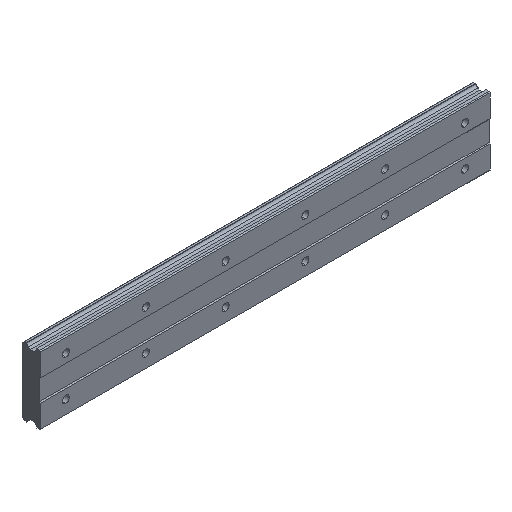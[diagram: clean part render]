
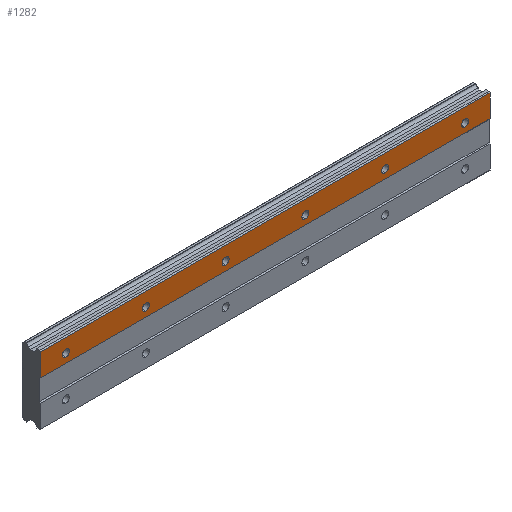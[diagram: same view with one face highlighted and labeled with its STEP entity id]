
A CAD part, isometric view. The second image highlights one B-rep face of the part: STEP entity #1282.
In plain terms, the highlighted planar face has unit normal (0, -1, 0).
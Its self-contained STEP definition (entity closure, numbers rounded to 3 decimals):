
#3 = LINE ( 'NONE', #430, #1093 ) ;
#15 = EDGE_CURVE ( 'NONE', #652, #2734, #2564, .T. ) ;
#81 = CARTESIAN_POINT ( 'NONE',  ( 160., 0., 23.5 ) ) ;
#89 = CARTESIAN_POINT ( 'NONE',  ( 400., 0., 16.5 ) ) ;
#92 = DIRECTION ( 'NONE',  ( 0., 0., 1. ) ) ;
#107 = EDGE_CURVE ( 'NONE', #2019, #648, #854, .T. ) ;
#129 = DIRECTION ( 'NONE',  ( 0., -1., 0. ) ) ;
#150 = DIRECTION ( 'NONE',  ( 0., 0., 1. ) ) ;
#201 = CARTESIAN_POINT ( 'NONE',  ( 0., 0., 20. ) ) ;
#202 = CARTESIAN_POINT ( 'NONE',  ( 80., 0., 23.5 ) ) ;
#268 = CARTESIAN_POINT ( 'NONE',  ( 160., 0., 20. ) ) ;
#301 = LINE ( 'NONE', #1891, #2811 ) ;
#309 = EDGE_LOOP ( 'NONE', ( #2855, #385 ) ) ;
#337 = EDGE_CURVE ( 'NONE', #648, #2019, #945, .T. ) ;
#344 = CARTESIAN_POINT ( 'NONE',  ( 320., 0., 20. ) ) ;
#385 = ORIENTED_EDGE ( 'NONE', *, *, #440, .F. ) ;
#392 = LINE ( 'NONE', #552, #482 ) ;
#402 = ORIENTED_EDGE ( 'NONE', *, *, #1890, .F. ) ;
#412 = FACE_BOUND ( 'NONE', #917, .T. ) ;
#417 = EDGE_CURVE ( 'NONE', #2543, #509, #2845, .T. ) ;
#420 = AXIS2_PLACEMENT_3D ( 'NONE', #201, #1349, #2036 ) ;
#430 = CARTESIAN_POINT ( 'NONE',  ( -25., 0., 34.482 ) ) ;
#440 = EDGE_CURVE ( 'NONE', #2628, #1375, #756, .T. ) ;
#482 = VECTOR ( 'NONE', #2595, 1000. ) ;
#488 = DIRECTION ( 'NONE',  ( 0., 0., 1. ) ) ;
#508 = DIRECTION ( 'NONE',  ( -1., 0., 0. ) ) ;
#509 = VERTEX_POINT ( 'NONE', #2935 ) ;
#535 = ORIENTED_EDGE ( 'NONE', *, *, #1125, .F. ) ;
#550 = DIRECTION ( 'NONE',  ( 0., 0., 1. ) ) ;
#552 = CARTESIAN_POINT ( 'NONE',  ( 425., 0., 33.5 ) ) ;
#582 = DIRECTION ( 'NONE',  ( 0., -1., 0. ) ) ;
#586 = DIRECTION ( 'NONE',  ( 0., -1., 0. ) ) ;
#589 = DIRECTION ( 'NONE',  ( 0., -1., 0. ) ) ;
#596 = ORIENTED_EDGE ( 'NONE', *, *, #2641, .F. ) ;
#598 = ORIENTED_EDGE ( 'NONE', *, *, #337, .F. ) ;
#611 = CARTESIAN_POINT ( 'NONE',  ( -25., 0., 11. ) ) ;
#648 = VERTEX_POINT ( 'NONE', #1426 ) ;
#651 = DIRECTION ( 'NONE',  ( 0., 0., -1. ) ) ;
#652 = VERTEX_POINT ( 'NONE', #967 ) ;
#679 = DIRECTION ( 'NONE',  ( 0., -1., 0. ) ) ;
#691 = ORIENTED_EDGE ( 'NONE', *, *, #417, .F. ) ;
#711 = EDGE_CURVE ( 'NONE', #509, #2543, #2658, .T. ) ;
#723 = CARTESIAN_POINT ( 'NONE',  ( 320., 0., 23.5 ) ) ;
#756 = CIRCLE ( 'NONE', #1285, 3.5 ) ;
#764 = AXIS2_PLACEMENT_3D ( 'NONE', #881, #1350, #2715 ) ;
#792 = VERTEX_POINT ( 'NONE', #2153 ) ;
#802 = DIRECTION ( 'NONE',  ( 0., 0., 1. ) ) ;
#806 = AXIS2_PLACEMENT_3D ( 'NONE', #1456, #589, #92 ) ;
#816 = CARTESIAN_POINT ( 'NONE',  ( 400., 0., 20. ) ) ;
#854 = CIRCLE ( 'NONE', #420, 3.5 ) ;
#881 = CARTESIAN_POINT ( 'NONE',  ( 425., 0., 33.5 ) ) ;
#917 = EDGE_LOOP ( 'NONE', ( #596, #1904 ) ) ;
#921 = CARTESIAN_POINT ( 'NONE',  ( 400., 0., 20. ) ) ;
#932 = CARTESIAN_POINT ( 'NONE',  ( 425., 0., 11. ) ) ;
#945 = CIRCLE ( 'NONE', #806, 3.5 ) ;
#946 = CARTESIAN_POINT ( 'NONE',  ( 400., 0., 23.5 ) ) ;
#967 = CARTESIAN_POINT ( 'NONE',  ( 160., 0., 16.5 ) ) ;
#1033 = DIRECTION ( 'NONE',  ( 0., -1., 0. ) ) ;
#1041 = CARTESIAN_POINT ( 'NONE',  ( 80., 0., 16.5 ) ) ;
#1060 = EDGE_CURVE ( 'NONE', #1708, #1829, #2327, .T. ) ;
#1064 = VERTEX_POINT ( 'NONE', #723 ) ;
#1071 = VERTEX_POINT ( 'NONE', #1834 ) ;
#1093 = VECTOR ( 'NONE', #651, 1000. ) ;
#1102 = ORIENTED_EDGE ( 'NONE', *, *, #711, .F. ) ;
#1125 = EDGE_CURVE ( 'NONE', #2252, #2273, #1632, .T. ) ;
#1130 = VERTEX_POINT ( 'NONE', #2048 ) ;
#1133 = PLANE ( 'NONE',  #764 ) ;
#1145 = AXIS2_PLACEMENT_3D ( 'NONE', #344, #2213, #2841 ) ;
#1167 = EDGE_LOOP ( 'NONE', ( #691, #1102 ) ) ;
#1183 = DIRECTION ( 'NONE',  ( 0., 0., 1. ) ) ;
#1189 = AXIS2_PLACEMENT_3D ( 'NONE', #921, #679, #2748 ) ;
#1201 = AXIS2_PLACEMENT_3D ( 'NONE', #268, #1911, #1183 ) ;
#1235 = AXIS2_PLACEMENT_3D ( 'NONE', #2384, #582, #550 ) ;
#1269 = EDGE_CURVE ( 'NONE', #1071, #1064, #1898, .T. ) ;
#1282 = ADVANCED_FACE ( 'NONE', ( #1816, #1781, #1548, #412, #2924, #2696, #1797 ), #1133, .F. ) ;
#1285 = AXIS2_PLACEMENT_3D ( 'NONE', #2378, #1033, #1680 ) ;
#1349 = DIRECTION ( 'NONE',  ( 0., -1., 0. ) ) ;
#1350 = DIRECTION ( 'NONE',  ( 0., 1., 0. ) ) ;
#1358 = EDGE_CURVE ( 'NONE', #792, #2273, #3, .T. ) ;
#1375 = VERTEX_POINT ( 'NONE', #202 ) ;
#1424 = AXIS2_PLACEMENT_3D ( 'NONE', #2079, #2751, #488 ) ;
#1426 = CARTESIAN_POINT ( 'NONE',  ( 0., 0., 23.5 ) ) ;
#1456 = CARTESIAN_POINT ( 'NONE',  ( 0., 0., 20. ) ) ;
#1495 = EDGE_LOOP ( 'NONE', ( #598, #2299 ) ) ;
#1548 = FACE_BOUND ( 'NONE', #2815, .T. ) ;
#1572 = ORIENTED_EDGE ( 'NONE', *, *, #2200, .F. ) ;
#1618 = VECTOR ( 'NONE', #508, 1000. ) ;
#1632 = LINE ( 'NONE', #932, #1618 ) ;
#1680 = DIRECTION ( 'NONE',  ( 0., 0., 1. ) ) ;
#1684 = DIRECTION ( 'NONE',  ( 0., -1., 0. ) ) ;
#1708 = VERTEX_POINT ( 'NONE', #946 ) ;
#1781 = FACE_BOUND ( 'NONE', #1495, .T. ) ;
#1797 = FACE_BOUND ( 'NONE', #309, .T. ) ;
#1810 = AXIS2_PLACEMENT_3D ( 'NONE', #816, #586, #150 ) ;
#1816 = FACE_OUTER_BOUND ( 'NONE', #2056, .T. ) ;
#1829 = VERTEX_POINT ( 'NONE', #89 ) ;
#1834 = CARTESIAN_POINT ( 'NONE',  ( 320., 0., 16.5 ) ) ;
#1861 = EDGE_LOOP ( 'NONE', ( #1572, #2391 ) ) ;
#1890 = EDGE_CURVE ( 'NONE', #1829, #1708, #2573, .T. ) ;
#1891 = CARTESIAN_POINT ( 'NONE',  ( 425., 0., 34.482 ) ) ;
#1898 = CIRCLE ( 'NONE', #1145, 3.5 ) ;
#1904 = ORIENTED_EDGE ( 'NONE', *, *, #1269, .F. ) ;
#1911 = DIRECTION ( 'NONE',  ( 0., -1., 0. ) ) ;
#1981 = CARTESIAN_POINT ( 'NONE',  ( 425., 0., 11. ) ) ;
#2019 = VERTEX_POINT ( 'NONE', #2236 ) ;
#2036 = DIRECTION ( 'NONE',  ( 0., 0., 1. ) ) ;
#2048 = CARTESIAN_POINT ( 'NONE',  ( 425., 0., 33.5 ) ) ;
#2056 = EDGE_LOOP ( 'NONE', ( #535, #2900, #2359, #2942 ) ) ;
#2079 = CARTESIAN_POINT ( 'NONE',  ( 240., 0., 20. ) ) ;
#2102 = CIRCLE ( 'NONE', #2484, 3.5 ) ;
#2144 = DIRECTION ( 'NONE',  ( 0., 0., 1. ) ) ;
#2151 = EDGE_CURVE ( 'NONE', #1130, #2252, #301, .T. ) ;
#2153 = CARTESIAN_POINT ( 'NONE',  ( -25., 0., 33.5 ) ) ;
#2200 = EDGE_CURVE ( 'NONE', #2734, #652, #2288, .T. ) ;
#2213 = DIRECTION ( 'NONE',  ( 0., -1., 0. ) ) ;
#2236 = CARTESIAN_POINT ( 'NONE',  ( 0., 0., 16.5 ) ) ;
#2252 = VERTEX_POINT ( 'NONE', #1981 ) ;
#2264 = EDGE_CURVE ( 'NONE', #1375, #2628, #2432, .T. ) ;
#2265 = EDGE_CURVE ( 'NONE', #792, #1130, #392, .T. ) ;
#2270 = AXIS2_PLACEMENT_3D ( 'NONE', #2617, #2408, #802 ) ;
#2273 = VERTEX_POINT ( 'NONE', #611 ) ;
#2288 = CIRCLE ( 'NONE', #1201, 3.5 ) ;
#2299 = ORIENTED_EDGE ( 'NONE', *, *, #107, .F. ) ;
#2311 = CARTESIAN_POINT ( 'NONE',  ( 240., 0., 23.5 ) ) ;
#2327 = CIRCLE ( 'NONE', #1189, 3.5 ) ;
#2359 = ORIENTED_EDGE ( 'NONE', *, *, #2265, .F. ) ;
#2366 = CARTESIAN_POINT ( 'NONE',  ( 320., 0., 20. ) ) ;
#2378 = CARTESIAN_POINT ( 'NONE',  ( 80., 0., 20. ) ) ;
#2384 = CARTESIAN_POINT ( 'NONE',  ( 160., 0., 20. ) ) ;
#2391 = ORIENTED_EDGE ( 'NONE', *, *, #15, .F. ) ;
#2408 = DIRECTION ( 'NONE',  ( 0., -1., 0. ) ) ;
#2415 = CARTESIAN_POINT ( 'NONE',  ( 80., 0., 20. ) ) ;
#2432 = CIRCLE ( 'NONE', #2669, 3.5 ) ;
#2483 = ORIENTED_EDGE ( 'NONE', *, *, #1060, .F. ) ;
#2484 = AXIS2_PLACEMENT_3D ( 'NONE', #2366, #1684, #2144 ) ;
#2536 = DIRECTION ( 'NONE',  ( 0., 0., -1. ) ) ;
#2543 = VERTEX_POINT ( 'NONE', #2311 ) ;
#2564 = CIRCLE ( 'NONE', #1235, 3.5 ) ;
#2573 = CIRCLE ( 'NONE', #1810, 3.5 ) ;
#2595 = DIRECTION ( 'NONE',  ( 1., 0., 0. ) ) ;
#2608 = DIRECTION ( 'NONE',  ( 0., 0., 1. ) ) ;
#2617 = CARTESIAN_POINT ( 'NONE',  ( 240., 0., 20. ) ) ;
#2628 = VERTEX_POINT ( 'NONE', #1041 ) ;
#2641 = EDGE_CURVE ( 'NONE', #1064, #1071, #2102, .T. ) ;
#2658 = CIRCLE ( 'NONE', #1424, 3.5 ) ;
#2669 = AXIS2_PLACEMENT_3D ( 'NONE', #2415, #129, #2608 ) ;
#2696 = FACE_BOUND ( 'NONE', #1861, .T. ) ;
#2715 = DIRECTION ( 'NONE',  ( 0., 0., 1. ) ) ;
#2734 = VERTEX_POINT ( 'NONE', #81 ) ;
#2748 = DIRECTION ( 'NONE',  ( 0., 0., 1. ) ) ;
#2751 = DIRECTION ( 'NONE',  ( 0., -1., 0. ) ) ;
#2811 = VECTOR ( 'NONE', #2536, 1000. ) ;
#2815 = EDGE_LOOP ( 'NONE', ( #2483, #402 ) ) ;
#2841 = DIRECTION ( 'NONE',  ( 0., 0., 1. ) ) ;
#2845 = CIRCLE ( 'NONE', #2270, 3.5 ) ;
#2855 = ORIENTED_EDGE ( 'NONE', *, *, #2264, .F. ) ;
#2900 = ORIENTED_EDGE ( 'NONE', *, *, #2151, .F. ) ;
#2924 = FACE_BOUND ( 'NONE', #1167, .T. ) ;
#2935 = CARTESIAN_POINT ( 'NONE',  ( 240., 0., 16.5 ) ) ;
#2942 = ORIENTED_EDGE ( 'NONE', *, *, #1358, .T. ) ;
